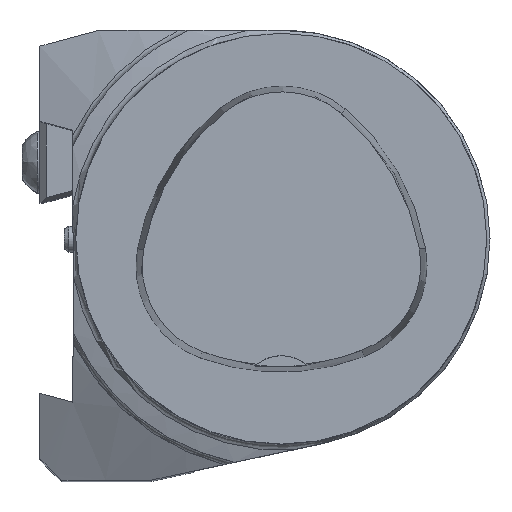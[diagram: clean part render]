
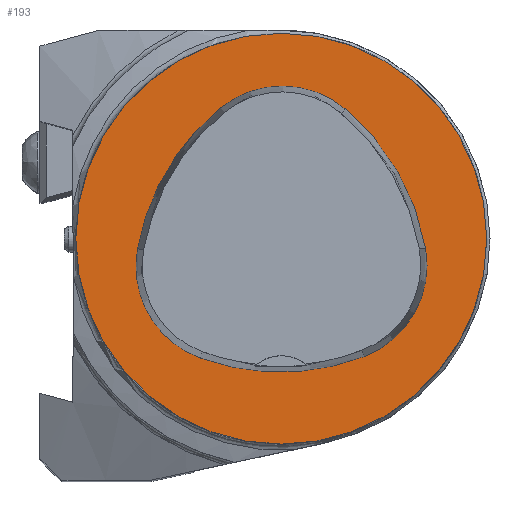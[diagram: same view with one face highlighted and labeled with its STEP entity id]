
A CAD part, top view. The second image highlights one B-rep face of the part: STEP entity #193.
In plain terms, the highlighted planar face has unit normal (0, 0, 1).
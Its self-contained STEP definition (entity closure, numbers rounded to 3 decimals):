
#193=ADVANCED_FACE('',(#339,#340),#253,.T.);
#253=PLANE('',#1516);
#292=CIRCLE('',#1464,31.5);
#299=CIRCLE('',#1494,36.);
#301=CIRCLE('',#1497,15.);
#303=CIRCLE('',#1500,36.);
#305=CIRCLE('',#1503,15.);
#309=CIRCLE('',#1508,36.);
#311=CIRCLE('',#1511,15.);
#339=FACE_BOUND('',#416,.T.);
#340=FACE_BOUND('',#417,.T.);
#416=EDGE_LOOP('',(#767,#768,#769,#770,#771,#772));
#417=EDGE_LOOP('',(#773));
#767=ORIENTED_EDGE('',*,*,#1158,.T.);
#768=ORIENTED_EDGE('',*,*,#1138,.T.);
#769=ORIENTED_EDGE('',*,*,#1142,.T.);
#770=ORIENTED_EDGE('',*,*,#1145,.T.);
#771=ORIENTED_EDGE('',*,*,#1148,.T.);
#772=ORIENTED_EDGE('',*,*,#1156,.T.);
#773=ORIENTED_EDGE('',*,*,#1110,.F.);
#956=VERTEX_POINT('',#2271);
#970=VERTEX_POINT('',#2333);
#971=VERTEX_POINT('',#2334);
#974=VERTEX_POINT('',#2342);
#976=VERTEX_POINT('',#2348);
#978=VERTEX_POINT('',#2354);
#985=VERTEX_POINT('',#2375);
#1110=EDGE_CURVE('',#956,#956,#292,.T.);
#1138=EDGE_CURVE('',#970,#971,#299,.T.);
#1142=EDGE_CURVE('',#971,#974,#301,.T.);
#1145=EDGE_CURVE('',#974,#976,#303,.T.);
#1148=EDGE_CURVE('',#976,#978,#305,.T.);
#1156=EDGE_CURVE('',#978,#985,#309,.T.);
#1158=EDGE_CURVE('',#985,#970,#311,.T.);
#1464=AXIS2_PLACEMENT_3D('',#2270,#1718,#1719);
#1494=AXIS2_PLACEMENT_3D('',#2332,#1792,#1793);
#1497=AXIS2_PLACEMENT_3D('',#2341,#1800,#1801);
#1500=AXIS2_PLACEMENT_3D('',#2347,#1807,#1808);
#1503=AXIS2_PLACEMENT_3D('',#2353,#1814,#1815);
#1508=AXIS2_PLACEMENT_3D('',#2376,#1826,#1827);
#1511=AXIS2_PLACEMENT_3D('',#2379,#1832,#1833);
#1516=AXIS2_PLACEMENT_3D('',#2384,#1842,#1843);
#1718=DIRECTION('',(0.,0.,-1.));
#1719=DIRECTION('',(-1.,0.,0.));
#1792=DIRECTION('',(0.,0.,-1.));
#1793=DIRECTION('',(-1.,0.,0.));
#1800=DIRECTION('',(0.,0.,-1.));
#1801=DIRECTION('',(-1.,0.,0.));
#1807=DIRECTION('',(0.,0.,-1.));
#1808=DIRECTION('',(-1.,0.,0.));
#1814=DIRECTION('',(0.,0.,-1.));
#1815=DIRECTION('',(-1.,0.,0.));
#1826=DIRECTION('',(0.,0.,-1.));
#1827=DIRECTION('',(-1.,0.,0.));
#1832=DIRECTION('',(0.,0.,-1.));
#1833=DIRECTION('',(-1.,0.,0.));
#1842=DIRECTION('',(0.,0.,1.));
#1843=DIRECTION('',(1.,0.,0.));
#2270=CARTESIAN_POINT('',(0.,0.,0.));
#2271=CARTESIAN_POINT('',(-31.5,0.,0.));
#2332=CARTESIAN_POINT('',(13.398,-7.893,0.));
#2333=CARTESIAN_POINT('',(-22.041,-1.562,0.));
#2334=CARTESIAN_POINT('',(-9.317,20.036,0.));
#2341=CARTESIAN_POINT('',(0.148,8.399,0.));
#2342=CARTESIAN_POINT('',(9.779,19.898,0.));
#2347=CARTESIAN_POINT('',(-13.337,-7.7,0.));
#2348=CARTESIAN_POINT('',(22.122,-1.48,0.));
#2353=CARTESIAN_POINT('',(7.347,-4.071,0.));
#2354=CARTESIAN_POINT('',(12.693,-18.087,0.));
#2375=CARTESIAN_POINT('',(-12.373,-18.307,0.));
#2376=CARTESIAN_POINT('',(-0.137,15.55,0.));
#2379=CARTESIAN_POINT('',(-7.275,-4.2,0.));
#2384=CARTESIAN_POINT('',(0.,0.,0.));
